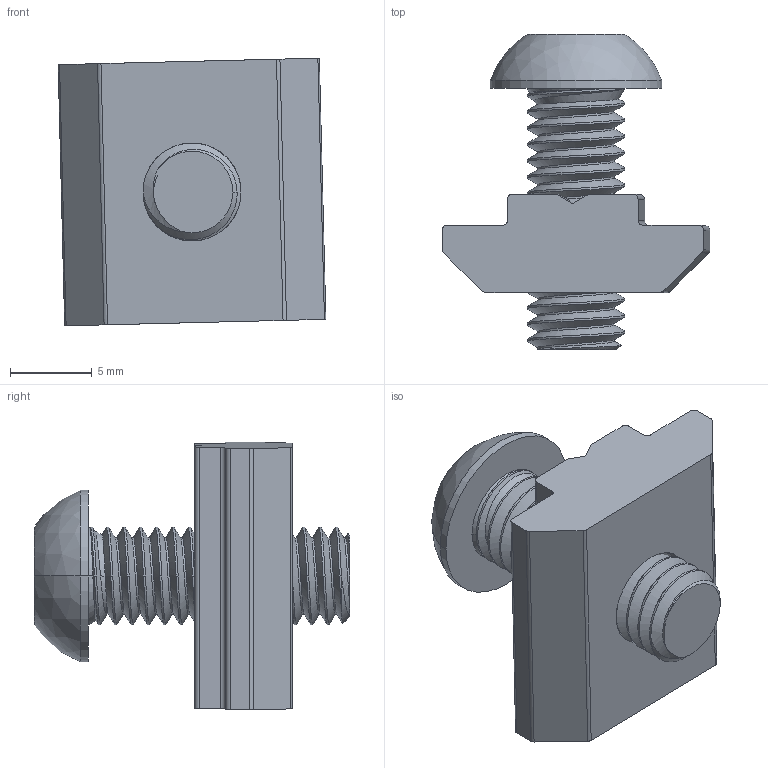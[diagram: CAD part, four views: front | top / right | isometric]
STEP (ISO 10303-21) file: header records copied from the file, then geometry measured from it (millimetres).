
FILE_DESCRIPTION(/* description */ ('Alibre Inc.'),/* implementation_level */ '2;1');
FILE_NAME(/* name */ 'export-24664C7B-DF6A-47B4-8B04-FD2297347933',/* time_stamp */ '2022-04-11T23:11:35+03:00',/* author */ (''),/* organization */ (''),/* preprocessor_version */ 'ST-DEVELOPER v17',/* originating_system */ 'Alibre',/* authorisation */ '');
FILE_SCHEMA (('CONFIG_CONTROL_DESIGN'));
Length unit declared in the file: millimetre
Bounding box: 16.4 x 19.3 x 16.4 mm (x, y, z)
Volume: 1595.9 mm3; surface area: 1629.3 mm2
Topology: 2 solids, 2 shells, 117 faces, 314 edges, 202 vertices
Faces by surface type: cylinder 58, plane 27, cone 21, bspline 9, sphere 2
Entity records: 10192 total; most frequent: CARTESIAN_POINT 7385, ORIENTED_EDGE 628, DIRECTION 415, EDGE_CURVE 314, VERTEX_POINT 202, AXIS2_PLACEMENT_3D 162, EDGE_LOOP 120, FACE_BOUND 120
